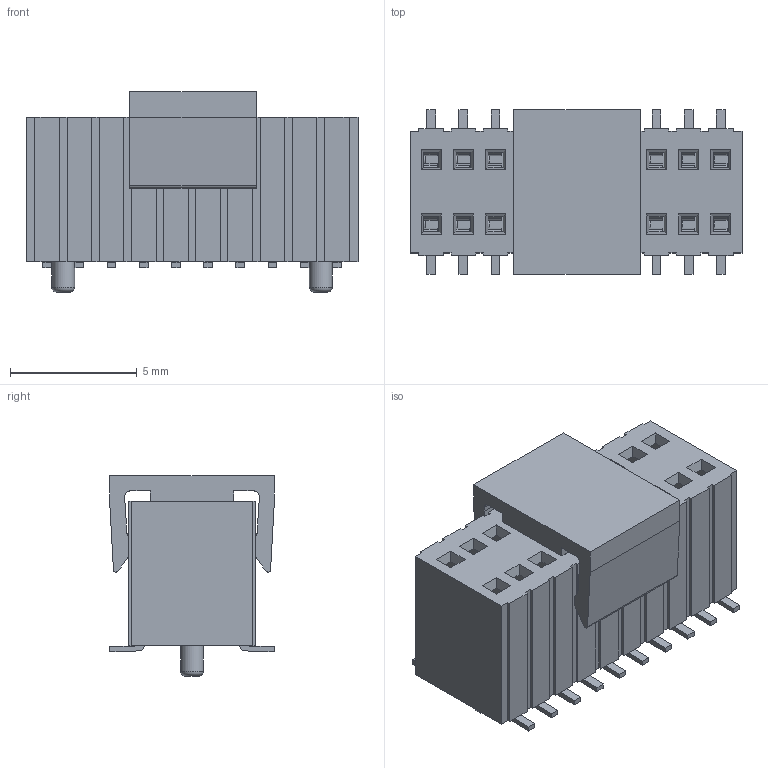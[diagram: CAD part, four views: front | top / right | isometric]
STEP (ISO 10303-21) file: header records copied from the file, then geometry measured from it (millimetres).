
FILE_DESCRIPTION( ('This file contains a STEP AP42 implementation' ,'as created by ZW3D STEP Interface translator.') ,'2;1' );
FILE_NAME( '2457-2XXMXXCUNX1.stp' ,'23 411.143640', (''), ('ZWCAD Software Co.'), 'Version 1.0', 'ZW3D to STEP translator', '' );
FILE_SCHEMA(('AUTOMOTIVE_DESIGN { 1 0 10303 214 1 1 1 1 }'));
Length unit declared in the file: millimetre
Products named in the file (2): 0; 2457-205MG0CUNR1
Bounding box: 13.1 x 6.5 x 7.91 mm (x, y, z)
Volume: 315.6 mm3; surface area: 1354.3 mm2
Topology: 1 solids, 1 shells, 2040 faces, 6208 edges, 4088 vertices
Faces by surface type: plane 1358, cylinder 346, bspline 334, torus 2
Full cylindrical faces by diameter (mm): 0.9 x2
Entity records: 73920 total; most frequent: CARTESIAN_POINT 16065, ORIENTED_EDGE 12464, DIRECTION 10859, EDGE_CURVE 6212, VECTOR 4757, LINE 4757, VERTEX_POINT 4086, AXIS2_PLACEMENT_3D 3051
